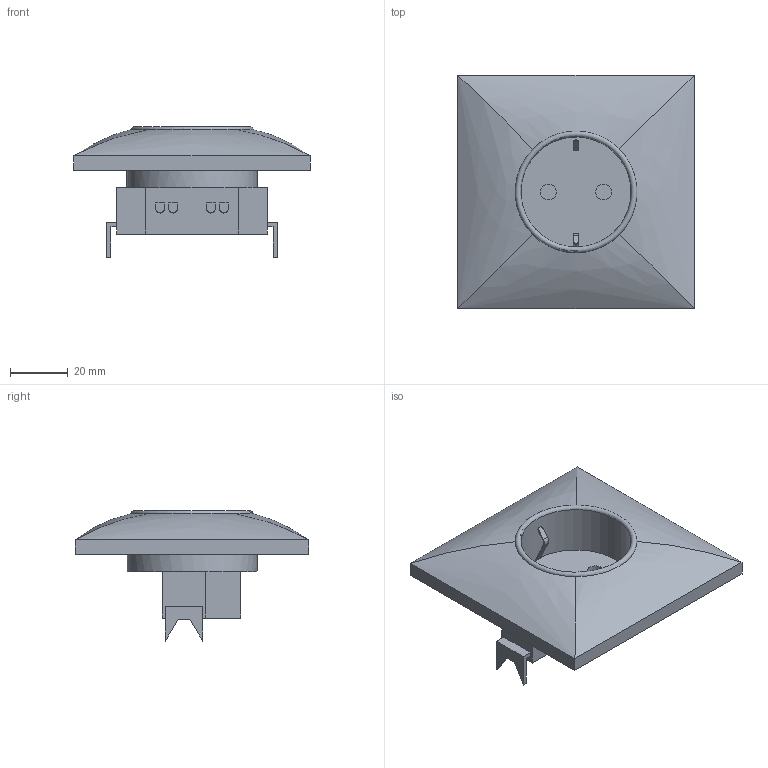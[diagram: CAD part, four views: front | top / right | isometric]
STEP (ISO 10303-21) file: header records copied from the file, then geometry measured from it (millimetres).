
FILE_DESCRIPTION (( 'STEP AP203' ), '1' );
FILE_NAME ('ERK14-K01-16-DM ÐÑ10-3-ÊÁ Ðîçåòêà 1ìåñòí. c çê áåç çàù.øòîð. 16À ÊÂÀÐÒÀ (áåëûé) .STEP', '2016-11-23T11:17:50', ( '' ), ( '' ), 'SwSTEP 2.0', 'SolidWorks 2014', '' );
FILE_SCHEMA (( 'CONFIG_CONTROL_DESIGN' ));
Length unit declared in the file: millimetre
Products named in the file (1): ERK14-K01-16-DM ÐÑ10-3-ÊÁ Ðîçåòêà 1ìåñòí. c çê áåç çàù.øòîð. 16À ÊÂÀÐÒÀ (áåëûé) 
Bounding box: 81.5 x 80.5 x 45 mm (x, y, z)
Volume: 65783.1 mm3; surface area: 29072.5 mm2
Topology: 1 solids, 1 shells, 164 faces, 431 edges, 283 vertices
Faces by surface type: plane 100, cylinder 44, bspline 19, torus 1
Full cylindrical faces by diameter (mm): 4 x4, 5.5 x2, 38 x1, 45 x1
Entity records: 5478 total; most frequent: CARTESIAN_POINT 1405, ORIENTED_EDGE 838, DIRECTION 775, EDGE_CURVE 419, LINE 283, VECTOR 283, VERTEX_POINT 280, AXIS2_PLACEMENT_3D 246
